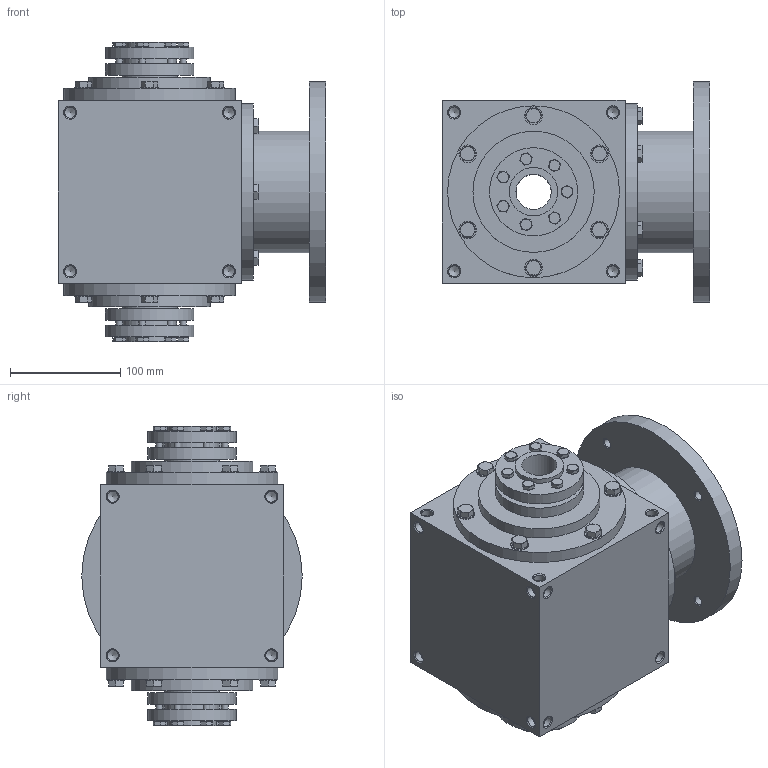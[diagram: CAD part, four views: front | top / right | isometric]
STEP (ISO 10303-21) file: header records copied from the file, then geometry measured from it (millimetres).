
FILE_DESCRIPTION( ( 'STEP AP214' ), '1' );
FILE_NAME( 'MRA166_MC1_R.1_1_90_B5.stp', '2018-08-16T08:43:11', ( '' ), ( '' ), ' ', 'PARTsolutions', ' ' );
FILE_SCHEMA( ( 'AUTOMOTIVE_DESIGN { 1 0 10303 214 1 1 1 1 }' ) );
Length unit declared in the file: millimetre
Products named in the file (6): MRA166_MC1_R.1/1_90/B5; _MRA16610-case; _MRX166_7-flange; _166-fl_screw; _RC_RR166-screw; _RA166-shrink_disk
Assembly tree (22 placements, depth 2):
  MRA166_MC1_R.1/1_90/B5
    _MRA16610-case
    _MRX166_7-flange
    _166-fl_screw  x6
    _RC_RR166-screw  x12
    _RA166-shrink_disk  x2
Bounding box: 243 x 200 x 272 mm (x, y, z)
Volume: 6247898.4 mm3; surface area: 422006.8 mm2
Topology: 22 solids, 22 shells, 667 faces, 1559 edges, 963 vertices
Faces by surface type: plane 302, cone 248, cylinder 117
Full cylindrical faces by diameter (mm): 6 x14, 8.376 x4, 8.6 x14, 10.106 x48, 16 x12, 32 x2, 34 x1, 40 x1, 44 x4, 49 x2, 50 x2, 80 x4, 110 x3, 130 x1, 156 x2, 160 x1, 200 x1
Entity records: 10862 total; most frequent: CARTESIAN_POINT 1852, DIRECTION 1398, ORIENTED_EDGE 1096, AXIS2_PLACEMENT_3D 634, EDGE_CURVE 548, EDGE_LOOP 502, VERTEX_POINT 424, FACE_OUTER_BOUND 388
